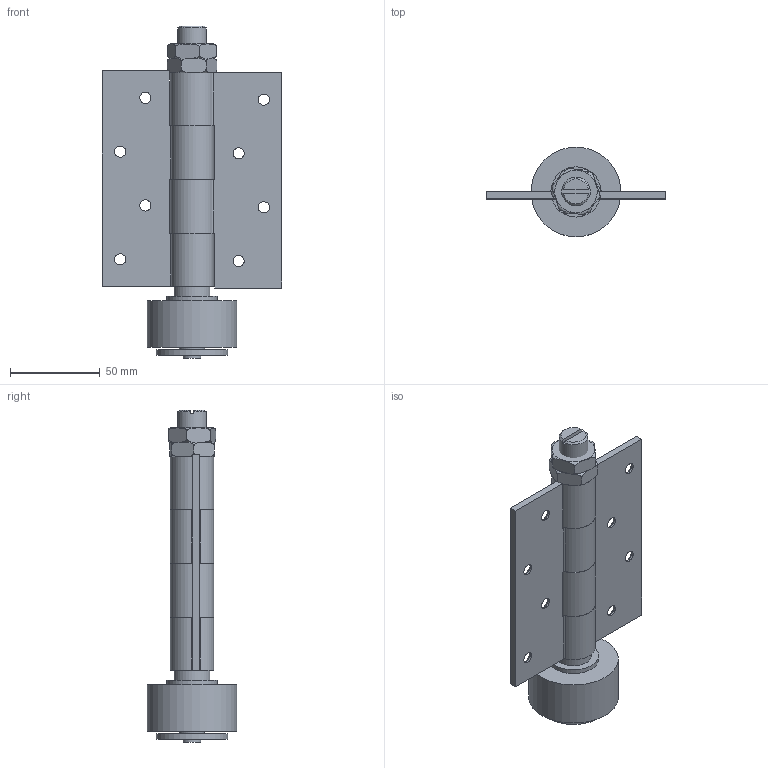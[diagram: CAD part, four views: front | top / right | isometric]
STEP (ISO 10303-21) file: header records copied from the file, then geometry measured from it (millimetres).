
FILE_DESCRIPTION(/* description */ (''),/* implementation_level */ '2;1');
FILE_NAME(/* name */ '1114.stp',/* time_stamp */ '2019-08-14T09:20:28+02:00',/* author */ ('DIDIERR'),/* organization */ (''),/* preprocessor_version */ 'ST-DEVELOPER v17.2',/* originating_system */ 'Autodesk Inventor 2019',/* authorisation */ '');
FILE_SCHEMA (('AUTOMOTIVE_DESIGN { 1 0 10303 214 3 1 1 }'));
Length unit declared in the file: millimetre
Products named in the file (11): 1114; 15664; 06016; 14296; 15232_B; 14601; 15742; 14293; CAG5; 15018; 15657
Assembly tree (20 placements, depth 3):
  1114
    15664
    06016  x2
    14296
    15232_B  x2
    14601
    15742
    14293
    CAG5
      15018
      15657  x9
Bounding box: 100 x 50 x 185 mm (x, y, z)
Volume: 154582.6 mm3; surface area: 70626.7 mm2
Topology: 19 solids, 19 shells, 219 faces, 604 edges, 409 vertices
Faces by surface type: plane 120, cylinder 85, cone 10, torus 4
Full cylindrical faces by diameter (mm): 5 x9, 6.2 x8, 10 x2, 13.835 x2, 14 x2, 14.2 x1, 16 x1, 16.3 x1, 17.5 x1, 20 x1, 23.8 x1, 24.15 x1, 28 x1, 40 x1, 50 x1
Entity records: 5677 total; most frequent: CARTESIAN_POINT 1143, DIRECTION 942, ORIENTED_EDGE 836, EDGE_CURVE 418, AXIS2_PLACEMENT_3D 367, VERTEX_POINT 278, LINE 208, VECTOR 208
